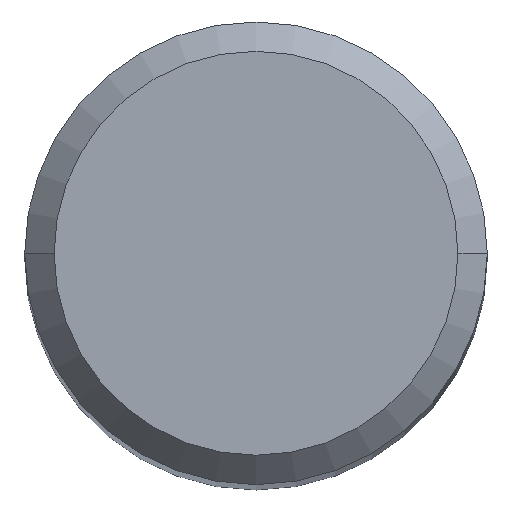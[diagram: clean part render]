
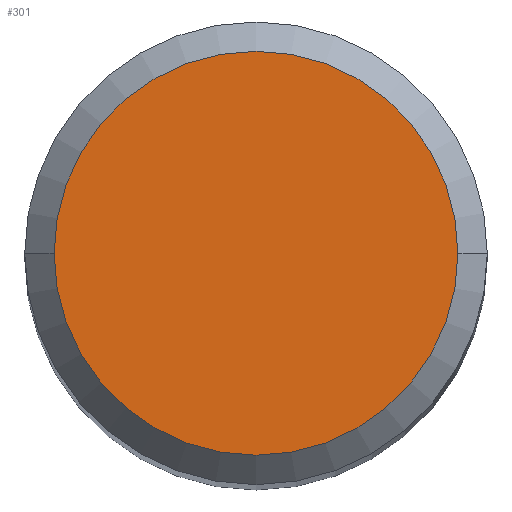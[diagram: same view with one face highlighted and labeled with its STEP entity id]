
A CAD part, top view. The second image highlights one B-rep face of the part: STEP entity #301.
In plain terms, the highlighted planar face has unit normal (0, 0, 1).
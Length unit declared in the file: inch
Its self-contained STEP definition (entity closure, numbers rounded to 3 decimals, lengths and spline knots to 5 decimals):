
#3 = PLANE ( 'NONE',  #347 ) ;
#4 = EDGE_LOOP ( 'NONE', ( #333, #30 ) ) ;
#15 = AXIS2_PLACEMENT_3D ( 'NONE', #23, #136, #55 ) ;
#23 = CARTESIAN_POINT ( 'NONE',  ( 0., 0., 2.24409 ) ) ;
#30 = ORIENTED_EDGE ( 'NONE', *, *, #104, .T. ) ;
#34 = DIRECTION ( 'NONE',  ( 0., 0., 1. ) ) ;
#55 = DIRECTION ( 'NONE',  ( 1., 0., 0. ) ) ;
#67 = DIRECTION ( 'NONE',  ( 1., 0., 0. ) ) ;
#74 = CARTESIAN_POINT ( 'NONE',  ( 0.10311, 0., 2.24409 ) ) ;
#104 = EDGE_CURVE ( 'NONE', #123, #116, #203, .T. ) ;
#116 = VERTEX_POINT ( 'NONE', #338 ) ;
#123 = VERTEX_POINT ( 'NONE', #74 ) ;
#136 = DIRECTION ( 'NONE',  ( 0., 0., 1. ) ) ;
#139 = EDGE_CURVE ( 'NONE', #116, #123, #253, .T. ) ;
#203 = CIRCLE ( 'NONE', #308, 0.10311 ) ;
#231 = DIRECTION ( 'NONE',  ( 1., 0., 0. ) ) ;
#253 = CIRCLE ( 'NONE', #15, 0.10311 ) ;
#258 = CARTESIAN_POINT ( 'NONE',  ( 0., 0., 2.24409 ) ) ;
#282 = DIRECTION ( 'NONE',  ( 0., 0., 1. ) ) ;
#300 = FACE_OUTER_BOUND ( 'NONE', #4, .T. ) ;
#301 = ADVANCED_FACE ( 'NONE', ( #300 ), #3, .T. ) ;
#308 = AXIS2_PLACEMENT_3D ( 'NONE', #258, #282, #231 ) ;
#327 = CARTESIAN_POINT ( 'NONE',  ( 0., 0., 2.24409 ) ) ;
#333 = ORIENTED_EDGE ( 'NONE', *, *, #139, .T. ) ;
#338 = CARTESIAN_POINT ( 'NONE',  ( -0.10311, 0., 2.24409 ) ) ;
#347 = AXIS2_PLACEMENT_3D ( 'NONE', #327, #34, #67 ) ;
